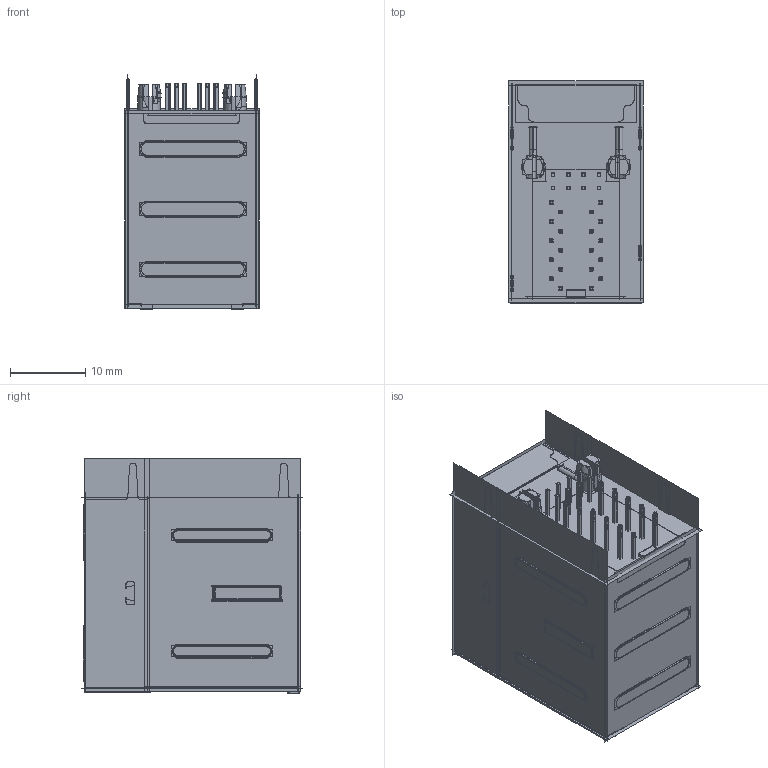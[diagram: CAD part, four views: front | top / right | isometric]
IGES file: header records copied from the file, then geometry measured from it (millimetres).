
Start section:  PTC IGES file: kk3ta0114-19_asm0815.igs
Global section: file name: kk3ta0114-19_asm0815.igs; native system: Creo Parametric by PTC Inc.; preprocessor: 2019080; author: andy; organization: Unknown; date: 20220815.135215; units: millimetre
Bounding box: 17.9 x 29.48 x 31.16 mm (x, y, z)
Surface area: 32322.9 mm2 (no closed solid volume)
Topology: 0 solids, 0 shells, 1650 faces, 27904 edges, 35778 vertices
Faces by surface type: bspline 1228, revolution 422
